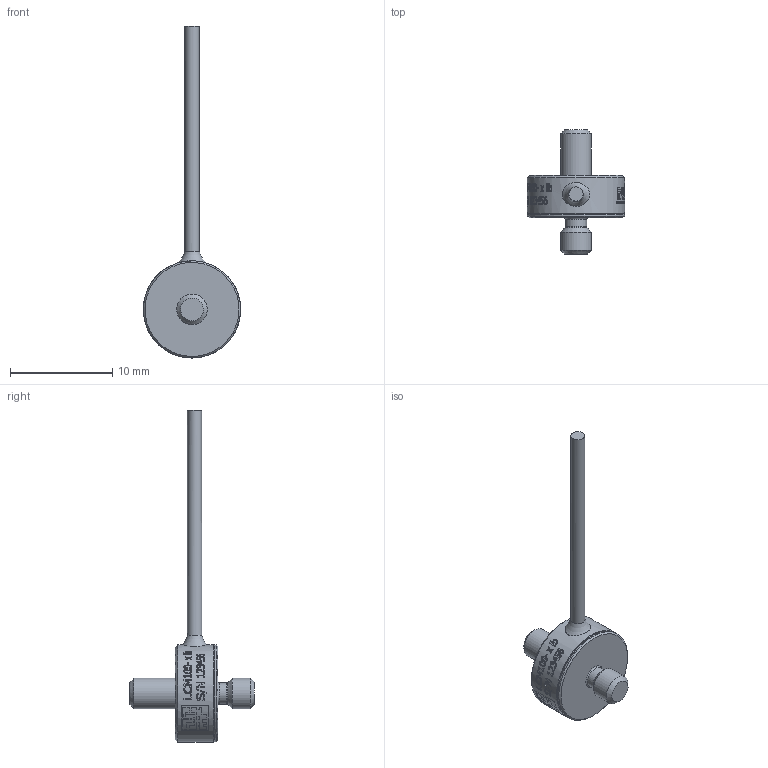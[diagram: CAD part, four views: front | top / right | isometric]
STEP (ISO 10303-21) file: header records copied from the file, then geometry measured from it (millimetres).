
FILE_DESCRIPTION(/* description */ (''),/* implementation_level */ '2;1');
FILE_NAME(/* name */ 'LCM100 3D CAD.stp',/* time_stamp */ '2021-08-30T15:42:43-07:00',/* author */ ('Maciej'),/* organization */ (''),/* preprocessor_version */ 'ST-DEVELOPER v18.1',/* originating_system */ 'Autodesk Inventor 2020',/* authorisation */ '');
FILE_SCHEMA (('AUTOMOTIVE_DESIGN { 1 0 10303 214 3 1 1 }'));
Length unit declared in the file: inch
Products named in the file (1): FO1430_Shrinkwrap_1
Bounding box: 9.53 x 12.19 x 32.54 mm (x, y, z)
Volume: 375.9 mm3; surface area: 444.4 mm2
Topology: 1 solids, 1 shells, 826 faces, 2262 edges, 1510 vertices
Faces by surface type: plane 442, bspline 293, cylinder 78, torus 7, cone 6
Full cylindrical faces by diameter (mm): 1.397 x1, 2.083 x1, 2.972 x1, 3 x1, 5.715 x1, 9.525 x2
Entity records: 33625 total; most frequent: CARTESIAN_POINT 13191, ORIENTED_EDGE 4524, DIRECTION 3311, EDGE_CURVE 2262, VERTEX_POINT 1510, AXIS2_PLACEMENT_3D 1105, LINE 1101, VECTOR 1101
